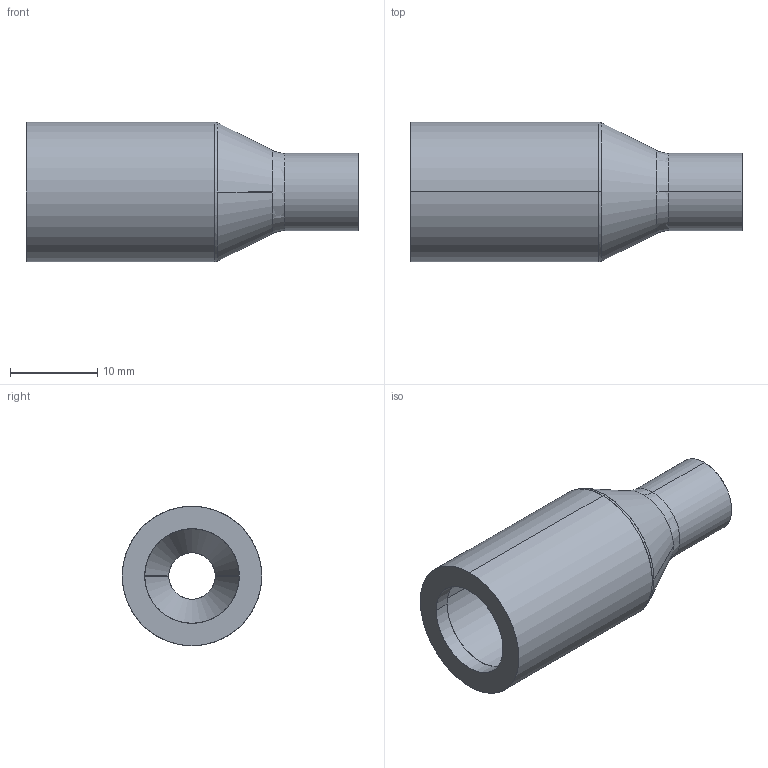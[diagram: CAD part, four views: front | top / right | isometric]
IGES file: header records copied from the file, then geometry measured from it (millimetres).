
Start section: SolidWorks IGES file using analytic representation for surfaces
Global section: file name: NUCS425-A.IGS; native system: SolidWorks 2020; preprocessor: SolidWorks 2020; author: office; date: 210601.131214; units: inch
Bounding box: 38.1 x 16 x 16 mm (x, y, z)
Surface area: 3052.4 mm2 (no closed solid volume)
Topology: 0 solids, 0 shells, 21 faces, 272 edges, 272 vertices
Faces by surface type: revolution 14, bspline 7
